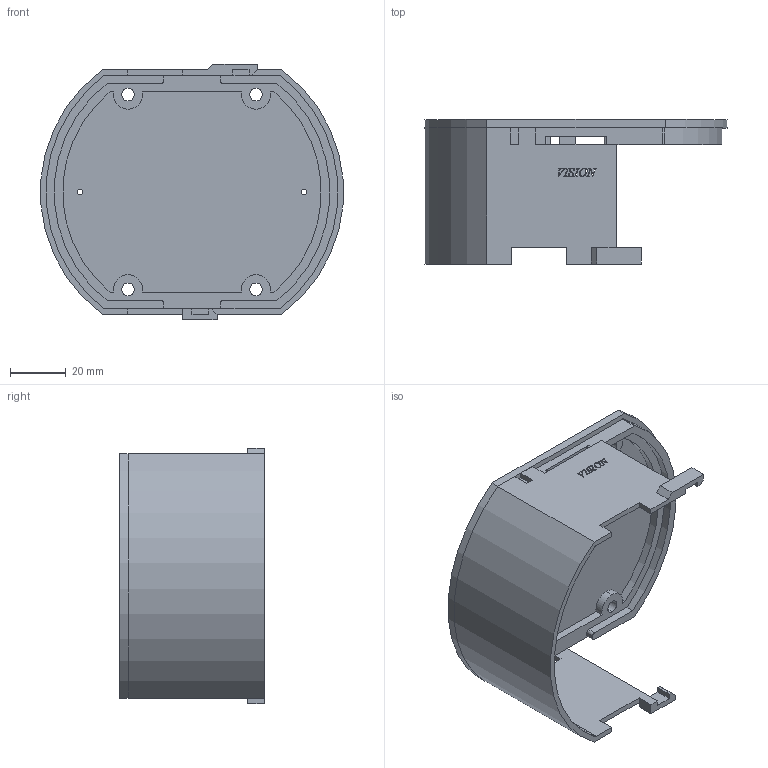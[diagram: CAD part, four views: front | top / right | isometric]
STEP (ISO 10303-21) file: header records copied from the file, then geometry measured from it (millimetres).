
FILE_DESCRIPTION (( 'STEP AP203' ), '1' );
FILE_NAME ('俋褲2.STEP', '2022-04-20T07:13:35', ( '' ), ( '' ), 'SwSTEP 2.0', 'SolidWorks 2020', '' );
FILE_SCHEMA (( 'CONFIG_CONTROL_DESIGN' ));
Length unit declared in the file: millimetre
Products named in the file (1): 俋褲2
Bounding box: 108.6 x 52 x 92 mm (x, y, z)
Volume: 50092.1 mm3; surface area: 39700.5 mm2
Topology: 3 solids, 3 shells, 236 faces, 673 edges, 445 vertices
Faces by surface type: plane 116, bspline 70, cylinder 42, cone 8
Entity records: 10221 total; most frequent: CARTESIAN_POINT 4344, ORIENTED_EDGE 1346, DIRECTION 959, EDGE_CURVE 673, VERTEX_POINT 445, VECTOR 441, LINE 441, EDGE_LOOP 262
